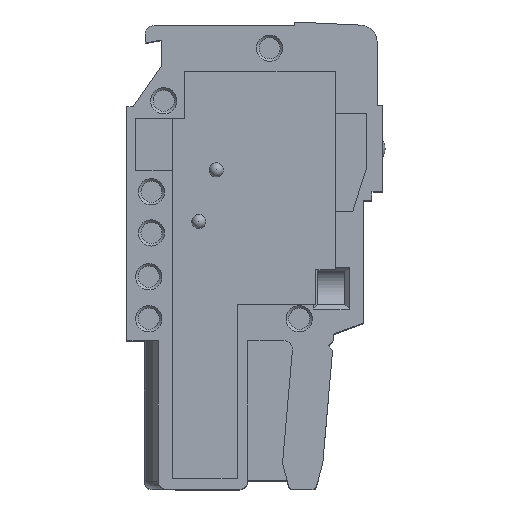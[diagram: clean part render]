
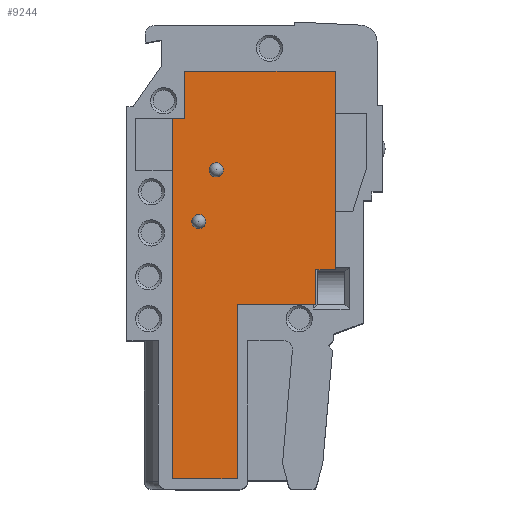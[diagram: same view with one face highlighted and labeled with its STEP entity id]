
A CAD part, top view. The second image highlights one B-rep face of the part: STEP entity #9244.
In plain terms, the highlighted planar face has unit normal (0, 0, 1).
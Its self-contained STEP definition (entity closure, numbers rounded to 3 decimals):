
#244=CIRCLE('',#9762,0.403);
#278=CIRCLE('',#9902,0.403);
#2074=ORIENTED_EDGE('',*,*,#3592,.F.);
#2075=ORIENTED_EDGE('',*,*,#3577,.T.);
#2076=ORIENTED_EDGE('',*,*,#3529,.T.);
#2077=ORIENTED_EDGE('',*,*,#3535,.T.);
#2078=ORIENTED_EDGE('',*,*,#3538,.T.);
#2079=ORIENTED_EDGE('',*,*,#3541,.T.);
#2080=ORIENTED_EDGE('',*,*,#3858,.T.);
#2081=ORIENTED_EDGE('',*,*,#3859,.T.);
#2082=ORIENTED_EDGE('',*,*,#3605,.T.);
#2083=ORIENTED_EDGE('',*,*,#3562,.T.);
#2084=ORIENTED_EDGE('',*,*,#3805,.T.);
#2085=ORIENTED_EDGE('',*,*,#3544,.T.);
#2086=ORIENTED_EDGE('',*,*,#3548,.T.);
#2087=ORIENTED_EDGE('',*,*,#3553,.T.);
#2088=ORIENTED_EDGE('',*,*,#3860,.F.);
#3529=EDGE_CURVE('',#4608,#4609,#5585,.T.);
#3535=EDGE_CURVE('',#4609,#4613,#5591,.T.);
#3538=EDGE_CURVE('',#4613,#4615,#5594,.T.);
#3541=EDGE_CURVE('',#4615,#4617,#5597,.T.);
#3544=EDGE_CURVE('',#4621,#4620,#5600,.T.);
#3548=EDGE_CURVE('',#4620,#4623,#5604,.T.);
#3553=EDGE_CURVE('',#4623,#4627,#5609,.T.);
#3562=EDGE_CURVE('',#4635,#4633,#5618,.T.);
#3577=EDGE_CURVE('',#4627,#4608,#5633,.T.);
#3592=EDGE_CURVE('',#4656,#4656,#244,.T.);
#3605=EDGE_CURVE('',#4665,#4635,#5647,.T.);
#3805=EDGE_CURVE('',#4633,#4621,#5815,.T.);
#3858=EDGE_CURVE('',#4617,#4833,#5863,.T.);
#3859=EDGE_CURVE('',#4833,#4665,#5864,.T.);
#3860=EDGE_CURVE('',#4834,#4834,#278,.T.);
#4608=VERTEX_POINT('',#14055);
#4609=VERTEX_POINT('',#14056);
#4613=VERTEX_POINT('',#14066);
#4615=VERTEX_POINT('',#14072);
#4617=VERTEX_POINT('',#14078);
#4620=VERTEX_POINT('',#14085);
#4621=VERTEX_POINT('',#14087);
#4623=VERTEX_POINT('',#14093);
#4627=VERTEX_POINT('',#14103);
#4633=VERTEX_POINT('',#14118);
#4635=VERTEX_POINT('',#14124);
#4656=VERTEX_POINT('',#14194);
#4665=VERTEX_POINT('',#14222);
#4833=VERTEX_POINT('',#14739);
#4834=VERTEX_POINT('',#14742);
#5585=LINE('',#14054,#6667);
#5591=LINE('',#14067,#6673);
#5594=LINE('',#14073,#6676);
#5597=LINE('',#14079,#6679);
#5600=LINE('',#14086,#6682);
#5604=LINE('',#14094,#6686);
#5609=LINE('',#14104,#6691);
#5618=LINE('',#14123,#6700);
#5633=LINE('',#14152,#6715);
#5647=LINE('',#14221,#6729);
#5815=LINE('',#14635,#6897);
#5863=LINE('',#14738,#6945);
#5864=LINE('',#14740,#6946);
#6667=VECTOR('',#11303,1000.);
#6673=VECTOR('',#11311,1000.);
#6676=VECTOR('',#11316,1000.);
#6679=VECTOR('',#11321,1000.);
#6682=VECTOR('',#11326,1000.);
#6686=VECTOR('',#11332,1000.);
#6691=VECTOR('',#11339,1000.);
#6700=VECTOR('',#11354,1000.);
#6715=VECTOR('',#11381,1000.);
#6729=VECTOR('',#11461,1000.);
#6897=VECTOR('',#11841,1000.);
#6945=VECTOR('',#11943,1000.);
#6946=VECTOR('',#11944,1000.);
#7641=EDGE_LOOP('',(#2074));
#7642=EDGE_LOOP('',(#2075,#2076,#2077,#2078,#2079,#2080,#2081,#2082,#2083,
#2084,#2085,#2086,#2087));
#7643=EDGE_LOOP('',(#2088));
#8289=FACE_BOUND('',#7641,.T.);
#8290=FACE_BOUND('',#7642,.T.);
#8291=FACE_BOUND('',#7643,.T.);
#8773=PLANE('',#9901);
#9244=ADVANCED_FACE('',(#8289,#8290,#8291),#8773,.T.);
#9762=AXIS2_PLACEMENT_3D('',#14193,#11435,#11436);
#9901=AXIS2_PLACEMENT_3D('',#14737,#11941,#11942);
#9902=AXIS2_PLACEMENT_3D('',#14741,#11945,#11946);
#11303=DIRECTION('',(0.,-1.,0.));
#11311=DIRECTION('',(1.,0.,0.));
#11316=DIRECTION('',(0.,1.,0.));
#11321=DIRECTION('',(1.,0.,0.));
#11326=DIRECTION('',(-1.,0.,0.));
#11332=DIRECTION('',(0.,-1.,0.));
#11339=DIRECTION('',(-1.,0.,0.));
#11354=DIRECTION('',(0.,1.,0.));
#11381=DIRECTION('',(0.,-1.,0.));
#11435=DIRECTION('',(0.,0.,1.));
#11436=DIRECTION('',(1.,0.,0.));
#11461=DIRECTION('',(0.,1.,0.));
#11841=DIRECTION('',(0.,1.,0.));
#11941=DIRECTION('',(0.,0.,1.));
#11942=DIRECTION('',(1.,0.,0.));
#11943=DIRECTION('',(0.,1.,0.));
#11944=DIRECTION('',(1.,0.,0.));
#11945=DIRECTION('',(0.,0.,1.));
#11946=DIRECTION('',(1.,0.,0.));
#14054=CARTESIAN_POINT('',(-16.533,18.2,-0.15));
#14055=CARTESIAN_POINT('',(-16.533,18.2,-0.15));
#14056=CARTESIAN_POINT('',(-16.533,0.6,-0.15));
#14066=CARTESIAN_POINT('',(-12.833,0.6,-0.15));
#14067=CARTESIAN_POINT('',(-16.533,0.6,-0.15));
#14072=CARTESIAN_POINT('',(-12.833,10.55,-0.15));
#14073=CARTESIAN_POINT('',(-12.833,0.6,-0.15));
#14078=CARTESIAN_POINT('',(-8.333,10.55,-0.15));
#14079=CARTESIAN_POINT('',(-12.833,10.55,-0.15));
#14085=CARTESIAN_POINT('',(-15.833,23.9,-0.15));
#14086=CARTESIAN_POINT('',(-7.233,23.9,-0.15));
#14087=CARTESIAN_POINT('',(-7.233,23.9,-0.15));
#14093=CARTESIAN_POINT('',(-15.833,21.2,-0.15));
#14094=CARTESIAN_POINT('',(-15.833,23.9,-0.15));
#14103=CARTESIAN_POINT('',(-16.533,21.2,-0.15));
#14104=CARTESIAN_POINT('',(-15.833,21.2,-0.15));
#14118=CARTESIAN_POINT('',(-7.233,21.45,-0.15));
#14123=CARTESIAN_POINT('',(-7.233,12.55,-0.15));
#14124=CARTESIAN_POINT('',(-7.233,15.9,-0.15));
#14152=CARTESIAN_POINT('',(-16.533,18.2,-0.15));
#14193=CARTESIAN_POINT('',(-14.03,18.25,-0.15));
#14194=CARTESIAN_POINT('',(-13.627,18.25,-0.15));
#14221=CARTESIAN_POINT('',(-7.233,12.55,-0.15));
#14222=CARTESIAN_POINT('',(-7.233,12.55,-0.15));
#14635=CARTESIAN_POINT('',(-7.233,12.55,-0.15));
#14737=CARTESIAN_POINT('',(-16.533,0.6,-0.15));
#14738=CARTESIAN_POINT('',(-8.333,10.55,-0.15));
#14739=CARTESIAN_POINT('',(-8.333,12.55,-0.15));
#14740=CARTESIAN_POINT('',(-8.333,12.55,-0.15));
#14741=CARTESIAN_POINT('',(-15.03,15.3,-0.15));
#14742=CARTESIAN_POINT('',(-14.627,15.3,-0.15));
